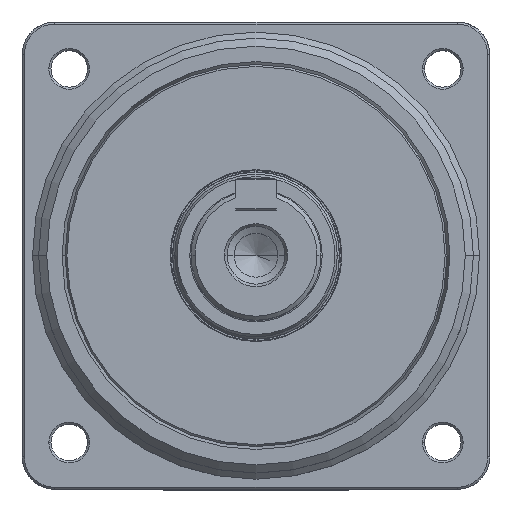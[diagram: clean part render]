
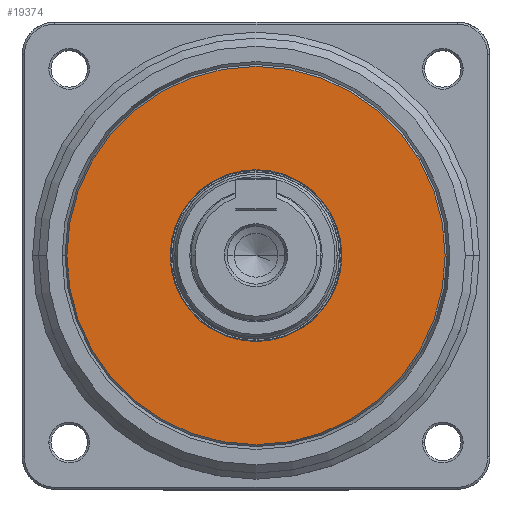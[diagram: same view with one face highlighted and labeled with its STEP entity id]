
A CAD part, top view. The second image highlights one B-rep face of the part: STEP entity #19374.
In plain terms, the highlighted planar face has unit normal (0, 0, 1).
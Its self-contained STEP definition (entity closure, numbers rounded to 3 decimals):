
#803 = EDGE_CURVE ( 'NONE', #19490, #20703, #16356, .T. ) ;
#1296 = EDGE_LOOP ( 'NONE', ( #18052, #7938 ) ) ;
#1714 = FACE_OUTER_BOUND ( 'NONE', #9153, .T. ) ;
#4503 = DIRECTION ( 'NONE',  ( 1., 0., 0. ) ) ;
#6269 = EDGE_CURVE ( 'NONE', #22493, #22575, #10690, .T. ) ;
#7031 = CIRCLE ( 'NONE', #25065, 46.538 ) ;
#7397 = DIRECTION ( 'NONE',  ( 0., 0., 1. ) ) ;
#7535 = CARTESIAN_POINT ( 'NONE',  ( 0., 0., 18. ) ) ;
#7938 = ORIENTED_EDGE ( 'NONE', *, *, #6269, .T. ) ;
#9153 = EDGE_LOOP ( 'NONE', ( #23704, #31405 ) ) ;
#10679 = DIRECTION ( 'NONE',  ( 1., 0., 0. ) ) ;
#10690 = CIRCLE ( 'NONE', #16885, 21.14 ) ;
#10868 = DIRECTION ( 'NONE',  ( 0., 0., -1. ) ) ;
#13826 = AXIS2_PLACEMENT_3D ( 'NONE', #20394, #10868, #10679 ) ;
#14903 = DIRECTION ( 'NONE',  ( 0., 0., 1. ) ) ;
#16356 = CIRCLE ( 'NONE', #38003, 46.538 ) ;
#16885 = AXIS2_PLACEMENT_3D ( 'NONE', #24543, #36335, #30939 ) ;
#18052 = ORIENTED_EDGE ( 'NONE', *, *, #24977, .T. ) ;
#18459 = AXIS2_PLACEMENT_3D ( 'NONE', #7535, #31200, #28076 ) ;
#19374 = ADVANCED_FACE ( 'NONE', ( #28267, #1714 ), #37158, .T. ) ;
#19490 = VERTEX_POINT ( 'NONE', #23989 ) ;
#19806 = EDGE_CURVE ( 'NONE', #20703, #19490, #7031, .T. ) ;
#20394 = CARTESIAN_POINT ( 'NONE',  ( 0., 0., 18. ) ) ;
#20703 = VERTEX_POINT ( 'NONE', #36260 ) ;
#22493 = VERTEX_POINT ( 'NONE', #33235 ) ;
#22575 = VERTEX_POINT ( 'NONE', #29121 ) ;
#23704 = ORIENTED_EDGE ( 'NONE', *, *, #803, .T. ) ;
#23989 = CARTESIAN_POINT ( 'NONE',  ( -46.538, 0., 18. ) ) ;
#24543 = CARTESIAN_POINT ( 'NONE',  ( 0., 0., 18. ) ) ;
#24977 = EDGE_CURVE ( 'NONE', #22575, #22493, #30558, .T. ) ;
#25065 = AXIS2_PLACEMENT_3D ( 'NONE', #29849, #14903, #33358 ) ;
#26995 = CARTESIAN_POINT ( 'NONE',  ( 0., 0., 18. ) ) ;
#28076 = DIRECTION ( 'NONE',  ( 1., 0., 0. ) ) ;
#28267 = FACE_BOUND ( 'NONE', #1296, .T. ) ;
#29121 = CARTESIAN_POINT ( 'NONE',  ( 21.14, 0., 18. ) ) ;
#29849 = CARTESIAN_POINT ( 'NONE',  ( 0., 0., 18. ) ) ;
#30558 = CIRCLE ( 'NONE', #13826, 21.14 ) ;
#30939 = DIRECTION ( 'NONE',  ( 1., 0., 0. ) ) ;
#31200 = DIRECTION ( 'NONE',  ( 0., 0., 1. ) ) ;
#31405 = ORIENTED_EDGE ( 'NONE', *, *, #19806, .T. ) ;
#33235 = CARTESIAN_POINT ( 'NONE',  ( -21.14, 0., 18. ) ) ;
#33358 = DIRECTION ( 'NONE',  ( 1., 0., 0. ) ) ;
#36260 = CARTESIAN_POINT ( 'NONE',  ( 46.538, 0., 18. ) ) ;
#36335 = DIRECTION ( 'NONE',  ( 0., 0., -1. ) ) ;
#37158 = PLANE ( 'NONE',  #18459 ) ;
#38003 = AXIS2_PLACEMENT_3D ( 'NONE', #26995, #7397, #4503 ) ;
